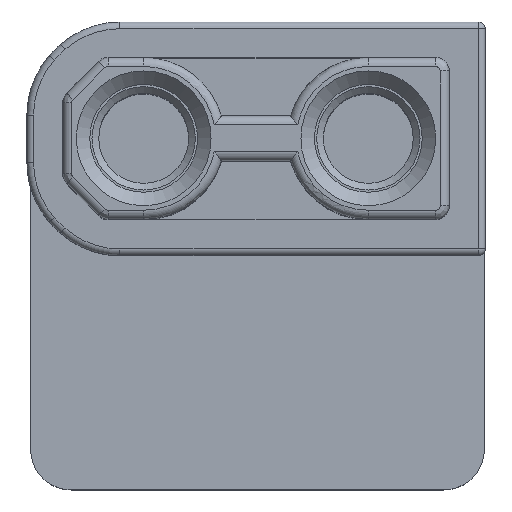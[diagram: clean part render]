
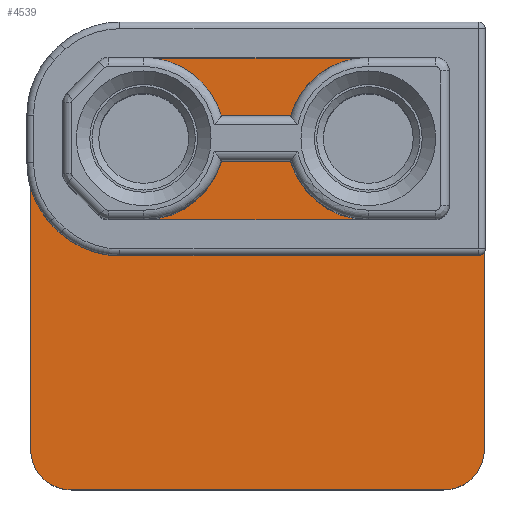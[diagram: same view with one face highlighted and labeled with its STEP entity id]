
A CAD part, top view. The second image highlights one B-rep face of the part: STEP entity #4539.
In plain terms, the highlighted planar face has unit normal (0, 0, 1).
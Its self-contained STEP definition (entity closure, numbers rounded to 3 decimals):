
#4370 = VERTEX_POINT('',#4371);
#4371 = CARTESIAN_POINT('',(5.05,3.65,1.6));
#4377 = EDGE_CURVE('',#4370,#4378,#4380,.T.);
#4378 = VERTEX_POINT('',#4379);
#4379 = CARTESIAN_POINT('',(5.05,-4.25,1.6));
#4380 = LINE('',#4381,#4382);
#4381 = CARTESIAN_POINT('',(5.05,3.65,1.6));
#4382 = VECTOR('',#4383,1.);
#4383 = DIRECTION('',(0.,-1.,0.));
#4410 = VERTEX_POINT('',#4411);
#4411 = CARTESIAN_POINT('',(3.55,5.15,1.6));
#4417 = EDGE_CURVE('',#4410,#4370,#4418,.T.);
#4418 = LINE('',#4419,#4420);
#4419 = CARTESIAN_POINT('',(3.55,5.15,1.6));
#4420 = VECTOR('',#4421,1.);
#4421 = DIRECTION('',(0.707,-0.707,0.));
#4439 = EDGE_CURVE('',#4378,#4440,#4442,.T.);
#4440 = VERTEX_POINT('',#4441);
#4441 = CARTESIAN_POINT('',(4.15,-5.15,1.6));
#4442 = CIRCLE('',#4443,0.9);
#4443 = AXIS2_PLACEMENT_3D('',#4444,#4445,#4446);
#4444 = CARTESIAN_POINT('',(4.15,-4.25,1.6));
#4445 = DIRECTION('',(0.,0.,-1.));
#4446 = DIRECTION('',(1.,0.,0.));
#4539 = ADVANCED_FACE('',(#4540,#4584,#4595),#4606,.T.);
#4540 = FACE_BOUND('',#4541,.T.);
#4541 = EDGE_LOOP('',(#4542,#4543,#4544,#4552,#4560,#4568,#4577,#4583));
#4542 = ORIENTED_EDGE('',*,*,#4377,.F.);
#4543 = ORIENTED_EDGE('',*,*,#4417,.F.);
#4544 = ORIENTED_EDGE('',*,*,#4545,.F.);
#4545 = EDGE_CURVE('',#4546,#4410,#4548,.T.);
#4546 = VERTEX_POINT('',#4547);
#4547 = CARTESIAN_POINT('',(-3.55,5.15,1.6));
#4548 = LINE('',#4549,#4550);
#4549 = CARTESIAN_POINT('',(-3.55,5.15,1.6));
#4550 = VECTOR('',#4551,1.);
#4551 = DIRECTION('',(1.,0.,0.));
#4552 = ORIENTED_EDGE('',*,*,#4553,.F.);
#4553 = EDGE_CURVE('',#4554,#4546,#4556,.T.);
#4554 = VERTEX_POINT('',#4555);
#4555 = CARTESIAN_POINT('',(-5.05,3.65,1.6));
#4556 = LINE('',#4557,#4558);
#4557 = CARTESIAN_POINT('',(-5.05,3.65,1.6));
#4558 = VECTOR('',#4559,1.);
#4559 = DIRECTION('',(0.707,0.707,0.));
#4560 = ORIENTED_EDGE('',*,*,#4561,.F.);
#4561 = EDGE_CURVE('',#4562,#4554,#4564,.T.);
#4562 = VERTEX_POINT('',#4563);
#4563 = CARTESIAN_POINT('',(-5.05,-4.25,1.6));
#4564 = LINE('',#4565,#4566);
#4565 = CARTESIAN_POINT('',(-5.05,-4.25,1.6));
#4566 = VECTOR('',#4567,1.);
#4567 = DIRECTION('',(0.,1.,0.));
#4568 = ORIENTED_EDGE('',*,*,#4569,.F.);
#4569 = EDGE_CURVE('',#4570,#4562,#4572,.T.);
#4570 = VERTEX_POINT('',#4571);
#4571 = CARTESIAN_POINT('',(-4.15,-5.15,1.6));
#4572 = CIRCLE('',#4573,0.9);
#4573 = AXIS2_PLACEMENT_3D('',#4574,#4575,#4576);
#4574 = CARTESIAN_POINT('',(-4.15,-4.25,1.6));
#4575 = DIRECTION('',(0.,0.,-1.));
#4576 = DIRECTION('',(0.,-1.,-0.));
#4577 = ORIENTED_EDGE('',*,*,#4578,.F.);
#4578 = EDGE_CURVE('',#4440,#4570,#4579,.T.);
#4579 = LINE('',#4580,#4581);
#4580 = CARTESIAN_POINT('',(4.15,-5.15,1.6));
#4581 = VECTOR('',#4582,1.);
#4582 = DIRECTION('',(-1.,0.,0.));
#4583 = ORIENTED_EDGE('',*,*,#4439,.F.);
#4584 = FACE_BOUND('',#4585,.T.);
#4585 = EDGE_LOOP('',(#4586));
#4586 = ORIENTED_EDGE('',*,*,#4587,.T.);
#4587 = EDGE_CURVE('',#4588,#4588,#4590,.T.);
#4588 = VERTEX_POINT('',#4589);
#4589 = CARTESIAN_POINT('',(-2.5,1.75,1.6));
#4590 = CIRCLE('',#4591,0.9);
#4591 = AXIS2_PLACEMENT_3D('',#4592,#4593,#4594);
#4592 = CARTESIAN_POINT('',(-2.5,2.65,1.6));
#4593 = DIRECTION('',(-0.,0.,-1.));
#4594 = DIRECTION('',(-0.,-1.,0.));
#4595 = FACE_BOUND('',#4596,.T.);
#4596 = EDGE_LOOP('',(#4597));
#4597 = ORIENTED_EDGE('',*,*,#4598,.T.);
#4598 = EDGE_CURVE('',#4599,#4599,#4601,.T.);
#4599 = VERTEX_POINT('',#4600);
#4600 = CARTESIAN_POINT('',(2.5,1.75,1.6));
#4601 = CIRCLE('',#4602,0.9);
#4602 = AXIS2_PLACEMENT_3D('',#4603,#4604,#4605);
#4603 = CARTESIAN_POINT('',(2.5,2.65,1.6));
#4604 = DIRECTION('',(-0.,0.,-1.));
#4605 = DIRECTION('',(-0.,-1.,0.));
#4606 = PLANE('',#4607);
#4607 = AXIS2_PLACEMENT_3D('',#4608,#4609,#4610);
#4608 = CARTESIAN_POINT('',(0.,0.,1.6));
#4609 = DIRECTION('',(0.,0.,1.));
#4610 = DIRECTION('',(1.,0.,-0.));
